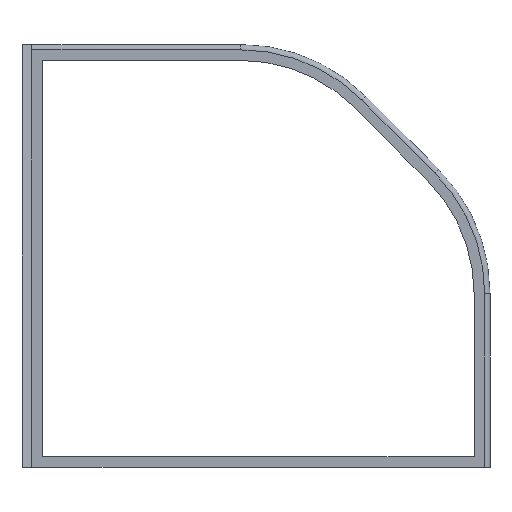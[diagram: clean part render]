
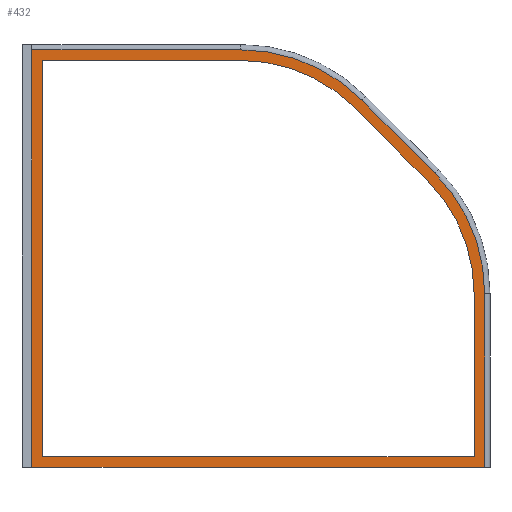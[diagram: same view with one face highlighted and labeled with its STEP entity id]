
A CAD part, front view. The second image highlights one B-rep face of the part: STEP entity #432.
In plain terms, the highlighted planar face has unit normal (0, -1, 0).
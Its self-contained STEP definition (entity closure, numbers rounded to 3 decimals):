
#16=FACE_BOUND('',#71,.T.);
#46=FACE_OUTER_BOUND('',#70,.T.);
#70=EDGE_LOOP('',(#380,#381,#382,#383,#384,#385,#386));
#71=EDGE_LOOP('',(#387,#388,#389,#390,#391,#392,#393));
#89=LINE('',#656,#132);
#90=LINE('',#661,#133);
#95=LINE('',#675,#138);
#99=LINE('',#687,#142);
#102=LINE('',#693,#145);
#105=LINE('',#698,#148);
#107=LINE('',#702,#150);
#110=LINE('',#717,#153);
#112=LINE('',#729,#155);
#113=LINE('',#731,#156);
#132=VECTOR('',#528,10.);
#133=VECTOR('',#533,10.);
#138=VECTOR('',#546,10.);
#142=VECTOR('',#558,10.);
#145=VECTOR('',#563,10.);
#148=VECTOR('',#568,10.);
#150=VECTOR('',#572,10.);
#153=VECTOR('',#589,10.);
#155=VECTOR('',#603,10.);
#156=VECTOR('',#606,10.);
#162=CIRCLE('',#461,45.5);
#164=CIRCLE('',#465,45.5);
#169=CIRCLE('',#475,48.5);
#173=CIRCLE('',#481,48.5);
#188=VERTEX_POINT('',#653);
#189=VERTEX_POINT('',#655);
#190=VERTEX_POINT('',#659);
#191=VERTEX_POINT('',#660);
#194=VERTEX_POINT('',#668);
#196=VERTEX_POINT('',#674);
#198=VERTEX_POINT('',#680);
#200=VERTEX_POINT('',#686);
#202=VERTEX_POINT('',#692);
#204=VERTEX_POINT('',#701);
#206=VERTEX_POINT('',#707);
#209=VERTEX_POINT('',#714);
#210=VERTEX_POINT('',#719);
#212=VERTEX_POINT('',#725);
#234=EDGE_CURVE('',#189,#188,#89,.T.);
#236=EDGE_CURVE('',#190,#191,#90,.T.);
#240=EDGE_CURVE('',#191,#194,#162,.T.);
#243=EDGE_CURVE('',#194,#196,#95,.T.);
#246=EDGE_CURVE('',#196,#198,#164,.T.);
#249=EDGE_CURVE('',#198,#200,#99,.T.);
#252=EDGE_CURVE('',#200,#202,#102,.T.);
#255=EDGE_CURVE('',#202,#190,#105,.T.);
#257=EDGE_CURVE('',#189,#204,#107,.T.);
#262=EDGE_CURVE('',#204,#206,#169,.T.);
#265=EDGE_CURVE('',#206,#209,#110,.T.);
#268=EDGE_CURVE('',#209,#210,#173,.T.);
#271=EDGE_CURVE('',#210,#212,#112,.T.);
#272=EDGE_CURVE('',#188,#212,#113,.T.);
#380=ORIENTED_EDGE('',*,*,#257,.F.);
#381=ORIENTED_EDGE('',*,*,#234,.T.);
#382=ORIENTED_EDGE('',*,*,#272,.T.);
#383=ORIENTED_EDGE('',*,*,#271,.F.);
#384=ORIENTED_EDGE('',*,*,#268,.F.);
#385=ORIENTED_EDGE('',*,*,#265,.F.);
#386=ORIENTED_EDGE('',*,*,#262,.F.);
#387=ORIENTED_EDGE('',*,*,#236,.T.);
#388=ORIENTED_EDGE('',*,*,#240,.T.);
#389=ORIENTED_EDGE('',*,*,#243,.T.);
#390=ORIENTED_EDGE('',*,*,#246,.T.);
#391=ORIENTED_EDGE('',*,*,#249,.T.);
#392=ORIENTED_EDGE('',*,*,#252,.T.);
#393=ORIENTED_EDGE('',*,*,#255,.T.);
#409=PLANE('',#486);
#432=ADVANCED_FACE('',(#46,#16),#409,.F.);
#461=AXIS2_PLACEMENT_3D('',#669,#539,#540);
#465=AXIS2_PLACEMENT_3D('',#681,#551,#552);
#475=AXIS2_PLACEMENT_3D('',#711,#582,#583);
#481=AXIS2_PLACEMENT_3D('',#723,#596,#597);
#486=AXIS2_PLACEMENT_3D('',#734,#610,#611);
#528=DIRECTION('',(0.,0.,-1.));
#533=DIRECTION('',(1.,0.,0.));
#539=DIRECTION('center_axis',(0.,1.,0.));
#540=DIRECTION('ref_axis',(0.,0.,1.));
#546=DIRECTION('',(0.707,0.,-0.707));
#551=DIRECTION('center_axis',(0.,1.,0.));
#552=DIRECTION('ref_axis',(0.707,0.,0.707));
#558=DIRECTION('',(0.,0.,-1.));
#563=DIRECTION('',(-1.,0.,0.));
#568=DIRECTION('',(0.,0.,1.));
#572=DIRECTION('',(1.,0.,0.));
#582=DIRECTION('center_axis',(0.,1.,0.));
#583=DIRECTION('ref_axis',(0.383,0.,0.924));
#589=DIRECTION('',(0.707,0.,-0.707));
#596=DIRECTION('center_axis',(0.,1.,0.));
#597=DIRECTION('ref_axis',(0.924,0.,0.383));
#603=DIRECTION('',(0.,0.,-1.));
#606=DIRECTION('',(1.,0.,0.));
#610=DIRECTION('center_axis',(0.,1.,0.));
#611=DIRECTION('ref_axis',(1.,0.,0.));
#653=CARTESIAN_POINT('',(0.,0.,0.));
#655=CARTESIAN_POINT('',(0.,0.,118.5));
#656=CARTESIAN_POINT('',(0.,0.,120.));
#659=CARTESIAN_POINT('',(3.,0.,115.5));
#660=CARTESIAN_POINT('',(59.289,0.,115.5));
#661=CARTESIAN_POINT('',(62.145,0.,115.5));
#668=CARTESIAN_POINT('',(91.463,0.,102.173));
#669=CARTESIAN_POINT('Origin',(59.289,0.,70.));
#674=CARTESIAN_POINT('',(112.173,0.,81.463));
#675=CARTESIAN_POINT('',(105.746,0.,87.89));
#680=CARTESIAN_POINT('',(125.5,0.,49.289));
#681=CARTESIAN_POINT('Origin',(80.,0.,49.289));
#686=CARTESIAN_POINT('',(125.5,0.,3.));
#687=CARTESIAN_POINT('',(125.5,0.,31.5));
#692=CARTESIAN_POINT('',(3.,0.,3.));
#693=CARTESIAN_POINT('',(34.,0.,3.));
#698=CARTESIAN_POINT('',(3.,0.,87.75));
#701=CARTESIAN_POINT('',(59.289,0.,118.5));
#702=CARTESIAN_POINT('',(32.5,0.,118.5));
#707=CARTESIAN_POINT('',(93.584,0.,104.295));
#711=CARTESIAN_POINT('Origin',(59.289,0.,70.));
#714=CARTESIAN_POINT('',(114.295,0.,83.584));
#717=CARTESIAN_POINT('',(102.689,0.,95.189));
#719=CARTESIAN_POINT('',(128.5,0.,49.289));
#723=CARTESIAN_POINT('Origin',(80.,0.,49.289));
#725=CARTESIAN_POINT('',(128.5,0.,0.));
#729=CARTESIAN_POINT('',(128.5,0.,90.));
#731=CARTESIAN_POINT('',(0.,0.,0.));
#734=CARTESIAN_POINT('Origin',(65.,0.,60.));
